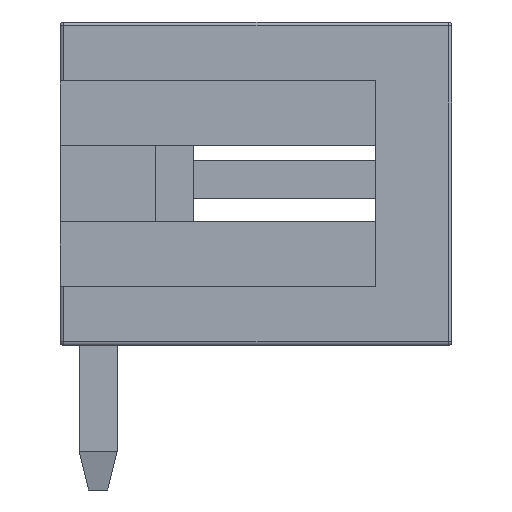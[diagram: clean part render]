
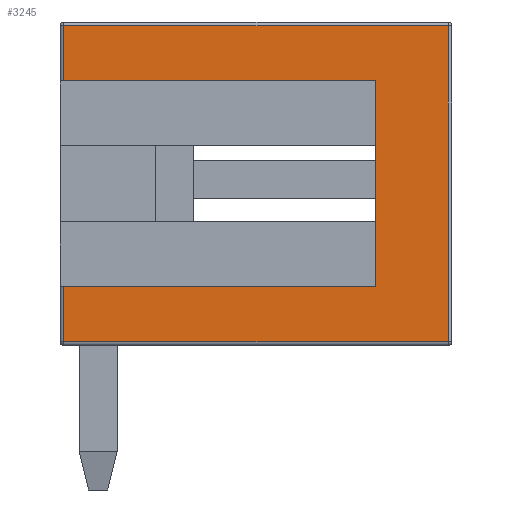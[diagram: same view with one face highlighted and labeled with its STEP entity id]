
A CAD part, left-side view. The second image highlights one B-rep face of the part: STEP entity #3245.
In plain terms, the highlighted planar face has unit normal (-1, 0, 0).
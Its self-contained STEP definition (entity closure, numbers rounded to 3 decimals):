
#1252 = VERTEX_POINT('',#1253);
#1253 = CARTESIAN_POINT('',(-2.8,0.9,0.1));
#1260 = EDGE_CURVE('',#1252,#1261,#1263,.T.);
#1261 = VERTEX_POINT('',#1262);
#1262 = CARTESIAN_POINT('',(-2.8,-9.2,0.1));
#1263 = LINE('',#1264,#1265);
#1264 = CARTESIAN_POINT('',(-2.8,1.,0.1));
#1265 = VECTOR('',#1266,1.);
#1266 = DIRECTION('',(0.,-1.,0.));
#3245 = ADVANCED_FACE('',(#3246),#3303,.F.);
#3246 = FACE_BOUND('',#3247,.F.);
#3247 = EDGE_LOOP('',(#3248,#3249,#3257,#3265,#3273,#3281,#3289,#3297));
#3248 = ORIENTED_EDGE('',*,*,#1260,.F.);
#3249 = ORIENTED_EDGE('',*,*,#3250,.F.);
#3250 = EDGE_CURVE('',#3251,#1252,#3253,.T.);
#3251 = VERTEX_POINT('',#3252);
#3252 = CARTESIAN_POINT('',(-2.8,0.9,1.55));
#3253 = LINE('',#3254,#3255);
#3254 = CARTESIAN_POINT('',(-2.8,0.9,8.5));
#3255 = VECTOR('',#3256,1.);
#3256 = DIRECTION('',(0.,0.,-1.));
#3257 = ORIENTED_EDGE('',*,*,#3258,.F.);
#3258 = EDGE_CURVE('',#3259,#3251,#3261,.T.);
#3259 = VERTEX_POINT('',#3260);
#3260 = CARTESIAN_POINT('',(-2.8,-7.3,1.55));
#3261 = LINE('',#3262,#3263);
#3262 = CARTESIAN_POINT('',(-2.8,-3.15,1.55));
#3263 = VECTOR('',#3264,1.);
#3264 = DIRECTION('',(0.,1.,0.));
#3265 = ORIENTED_EDGE('',*,*,#3266,.F.);
#3266 = EDGE_CURVE('',#3267,#3259,#3269,.T.);
#3267 = VERTEX_POINT('',#3268);
#3268 = CARTESIAN_POINT('',(-2.8,-7.3,6.95));
#3269 = LINE('',#3270,#3271);
#3270 = CARTESIAN_POINT('',(-2.8,-7.3,6.375));
#3271 = VECTOR('',#3272,1.);
#3272 = DIRECTION('',(0.,0.,-1.));
#3273 = ORIENTED_EDGE('',*,*,#3274,.F.);
#3274 = EDGE_CURVE('',#3275,#3267,#3277,.T.);
#3275 = VERTEX_POINT('',#3276);
#3276 = CARTESIAN_POINT('',(-2.8,0.9,6.95));
#3277 = LINE('',#3278,#3279);
#3278 = CARTESIAN_POINT('',(-2.8,5.15,6.95));
#3279 = VECTOR('',#3280,1.);
#3280 = DIRECTION('',(0.,-1.,0.));
#3281 = ORIENTED_EDGE('',*,*,#3282,.F.);
#3282 = EDGE_CURVE('',#3283,#3275,#3285,.T.);
#3283 = VERTEX_POINT('',#3284);
#3284 = CARTESIAN_POINT('',(-2.8,0.9,8.4));
#3285 = LINE('',#3286,#3287);
#3286 = CARTESIAN_POINT('',(-2.8,0.9,8.5));
#3287 = VECTOR('',#3288,1.);
#3288 = DIRECTION('',(0.,0.,-1.));
#3289 = ORIENTED_EDGE('',*,*,#3290,.T.);
#3290 = EDGE_CURVE('',#3283,#3291,#3293,.T.);
#3291 = VERTEX_POINT('',#3292);
#3292 = CARTESIAN_POINT('',(-2.8,-9.2,8.4));
#3293 = LINE('',#3294,#3295);
#3294 = CARTESIAN_POINT('',(-2.8,1.,8.4));
#3295 = VECTOR('',#3296,1.);
#3296 = DIRECTION('',(0.,-1.,0.));
#3297 = ORIENTED_EDGE('',*,*,#3298,.T.);
#3298 = EDGE_CURVE('',#3291,#1261,#3299,.T.);
#3299 = LINE('',#3300,#3301);
#3300 = CARTESIAN_POINT('',(-2.8,-9.2,8.5));
#3301 = VECTOR('',#3302,1.);
#3302 = DIRECTION('',(0.,0.,-1.));
#3303 = PLANE('',#3304);
#3304 = AXIS2_PLACEMENT_3D('',#3305,#3306,#3307);
#3305 = CARTESIAN_POINT('',(-2.8,1.,8.5));
#3306 = DIRECTION('',(1.,0.,0.));
#3307 = DIRECTION('',(0.,0.,-1.));
